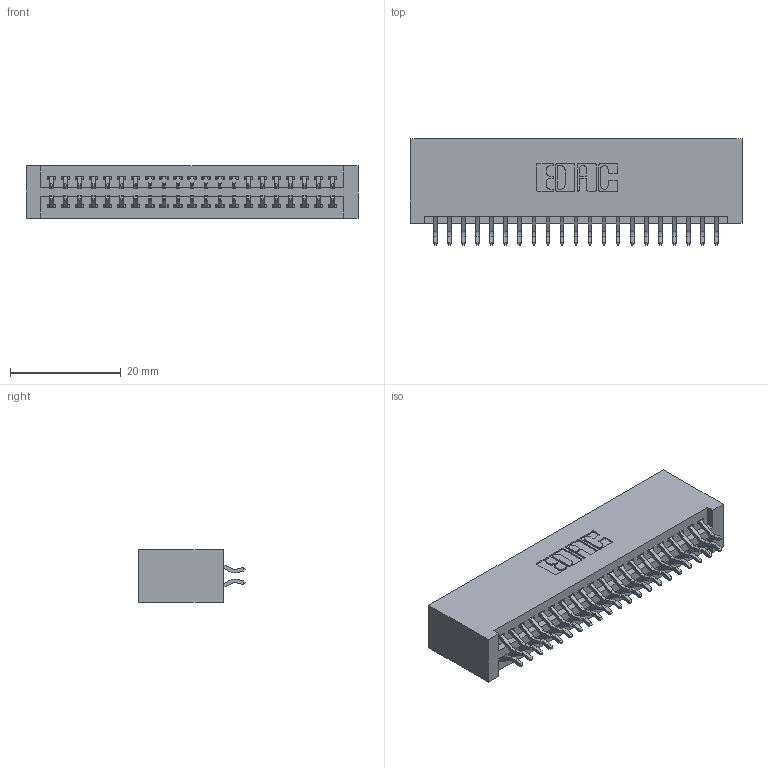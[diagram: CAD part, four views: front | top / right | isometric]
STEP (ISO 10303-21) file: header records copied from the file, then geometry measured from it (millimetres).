
FILE_DESCRIPTION (( 'STEP AP203' ), '1' );
FILE_NAME ('395-042-556-201.STEP', '2018-11-15T12:10:50', ( '' ), ( '' ), 'SwSTEP 2.0', 'SolidWorks 2016', '' );
FILE_SCHEMA (( 'CONFIG_CONTROL_DESIGN' ));
Length unit declared in the file: inch
Products named in the file (3): 345-292-001_556 Tail; 395-042-556-201; 345 Part_No Mounting Lugs
Assembly tree (43 placements, depth 2):
  395-042-556-201
    345 Part_No Mounting Lugs
    345-292-001_556 Tail  x42
Bounding box: 59.94 x 19.24 x 9.4 mm (x, y, z)
Volume: 6242.3 mm3; surface area: 9087 mm2
Topology: 43 solids, 43 shells, 2470 faces, 7331 edges, 4830 vertices
Faces by surface type: plane 1630, cylinder 840
Entity records: 19247 total; most frequent: CARTESIAN_POINT 3260, ORIENTED_EDGE 3182, DIRECTION 2883, EDGE_CURVE 1591, VECTOR 1375, LINE 1375, VERTEX_POINT 1058, AXIS2_PLACEMENT_3D 754
